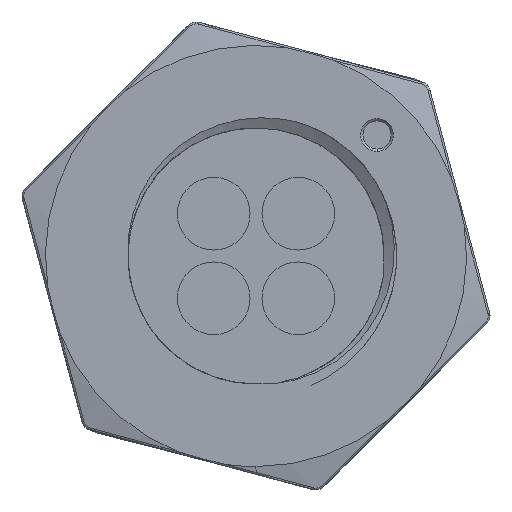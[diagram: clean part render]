
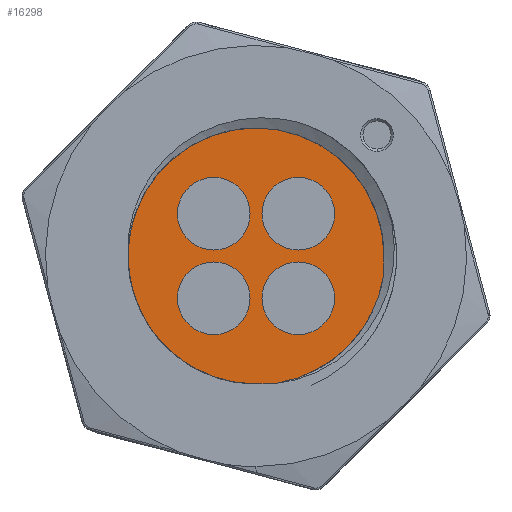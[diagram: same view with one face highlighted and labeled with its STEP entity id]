
A CAD part, left-side view. The second image highlights one B-rep face of the part: STEP entity #16298.
In plain terms, the highlighted planar face has unit normal (-1, 0, 0).
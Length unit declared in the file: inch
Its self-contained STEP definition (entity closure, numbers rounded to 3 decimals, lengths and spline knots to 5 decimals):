
#134 = AXIS2_PLACEMENT_3D ( 'NONE', #46387, #28243, #10654 ) ;
#436 = DIRECTION ( 'NONE',  ( 0., 0., 1. ) ) ;
#451 = CARTESIAN_POINT ( 'NONE',  ( -0.76772, 0., 0. ) ) ;
#509 = AXIS2_PLACEMENT_3D ( 'NONE', #12903, #45761, #27389 ) ;
#757 = CARTESIAN_POINT ( 'NONE',  ( -0.76772, -0.2149, 0.00018 ) ) ;
#890 = B_SPLINE_CURVE_WITH_KNOTS ( 'NONE', 3,
 ( #27838, #45986, #13818, #13355 ),
 .UNSPECIFIED., .F., .F.,
 ( 4, 4 ),
 ( 0., 0.00083 ),
 .UNSPECIFIED. ) ;
#1616 = EDGE_CURVE ( 'NONE', #38144, #28944, #43154, .T. ) ;
#1782 = VERTEX_POINT ( 'NONE', #25536 ) ;
#1918 = EDGE_CURVE ( 'NONE', #9893, #46866, #2864, .T. ) ;
#2805 = DIRECTION ( 'NONE',  ( 1., 0., 0. ) ) ;
#2864 = CIRCLE ( 'NONE', #38636, 0.06102 ) ;
#3120 = DIRECTION ( 'NONE',  ( 1., 0., 0. ) ) ;
#3125 = DIRECTION ( 'NONE',  ( 0., 0., 1. ) ) ;
#3836 = CARTESIAN_POINT ( 'NONE',  ( -0.76772, 0.07099, 0.13201 ) ) ;
#3954 = EDGE_CURVE ( 'NONE', #1782, #38350, #890, .T. ) ;
#4187 = CIRCLE ( 'NONE', #17128, 0.06102 ) ;
#4451 = EDGE_LOOP ( 'NONE', ( #7164, #4764, #8963, #16431, #26246 ) ) ;
#4742 = CARTESIAN_POINT ( 'NONE',  ( -0.76772, -0.07099, 0.07099 ) ) ;
#4764 = ORIENTED_EDGE ( 'NONE', *, *, #22240, .T. ) ;
#4861 = DIRECTION ( 'NONE',  ( -1., 0., 0. ) ) ;
#5178 = EDGE_LOOP ( 'NONE', ( #26368, #25832 ) ) ;
#5419 = EDGE_LOOP ( 'NONE', ( #41920, #13800 ) ) ;
#5769 = VERTEX_POINT ( 'NONE', #6219 ) ;
#5814 = CIRCLE ( 'NONE', #44566, 0.2149 ) ;
#6007 = EDGE_CURVE ( 'NONE', #6968, #46093, #17289, .T. ) ;
#6219 = CARTESIAN_POINT ( 'NONE',  ( -0.76772, -0.07099, 0.00997 ) ) ;
#6379 = CARTESIAN_POINT ( 'NONE',  ( -0.76772, 0., 0. ) ) ;
#6968 = VERTEX_POINT ( 'NONE', #34447 ) ;
#7147 = EDGE_CURVE ( 'NONE', #44983, #46635, #41113, .T. ) ;
#7164 = ORIENTED_EDGE ( 'NONE', *, *, #3954, .T. ) ;
#8098 = AXIS2_PLACEMENT_3D ( 'NONE', #34987, #3120, #436 ) ;
#8963 = ORIENTED_EDGE ( 'NONE', *, *, #6007, .T. ) ;
#9607 = CARTESIAN_POINT ( 'NONE',  ( -0.76772, 0., 0. ) ) ;
#9824 = EDGE_CURVE ( 'NONE', #46093, #9920, #12421, .T. ) ;
#9893 = VERTEX_POINT ( 'NONE', #27517 ) ;
#9920 = VERTEX_POINT ( 'NONE', #23957 ) ;
#10654 = DIRECTION ( 'NONE',  ( 0., 0., 1. ) ) ;
#11061 = CARTESIAN_POINT ( 'NONE',  ( -0.76772, 0.07099, -0.13201 ) ) ;
#11207 = CIRCLE ( 'NONE', #38574, 0.21654 ) ;
#11430 = DIRECTION ( 'NONE',  ( -1., 0., 0. ) ) ;
#11496 = CARTESIAN_POINT ( 'NONE',  ( -0.76772, 0., 0. ) ) ;
#11760 = CARTESIAN_POINT ( 'NONE',  ( -0.76772, 0.07099, 0.07099 ) ) ;
#12222 = DIRECTION ( 'NONE',  ( 0., 0., 1. ) ) ;
#12421 = CIRCLE ( 'NONE', #35947, 0.21654 ) ;
#12903 = CARTESIAN_POINT ( 'NONE',  ( -0.76772, -0.07099, 0.07099 ) ) ;
#13355 = CARTESIAN_POINT ( 'NONE',  ( -0.76772, -0.2149, 0.00018 ) ) ;
#13443 = CIRCLE ( 'NONE', #8098, 0.06102 ) ;
#13702 = AXIS2_PLACEMENT_3D ( 'NONE', #43899, #4861, #12222 ) ;
#13800 = ORIENTED_EDGE ( 'NONE', *, *, #35589, .T. ) ;
#13818 = CARTESIAN_POINT ( 'NONE',  ( -0.76772, -0.21546, -0.01066 ) ) ;
#14145 = EDGE_CURVE ( 'NONE', #46866, #9893, #24315, .T. ) ;
#14663 = CARTESIAN_POINT ( 'NONE',  ( -0.76772, 0.03229, 0.21411 ) ) ;
#15764 = DIRECTION ( 'NONE',  ( -1., 0., 0. ) ) ;
#16298 = ADVANCED_FACE ( 'NONE', ( #27645, #20746, #30743, #42214, #23612 ), #20276, .T. ) ;
#16431 = ORIENTED_EDGE ( 'NONE', *, *, #9824, .T. ) ;
#17128 = AXIS2_PLACEMENT_3D ( 'NONE', #35456, #35695, #3125 ) ;
#17289 = B_SPLINE_CURVE_WITH_KNOTS ( 'NONE', 3,
 ( #29210, #22999, #18272, #32805 ),
 .UNSPECIFIED., .F., .F.,
 ( 4, 4 ),
 ( 0., 0.00083 ),
 .UNSPECIFIED. ) ;
#17294 = DIRECTION ( 'NONE',  ( 0., 0., 1. ) ) ;
#17748 = CARTESIAN_POINT ( 'NONE',  ( -0.76772, -0.07099, -0.07099 ) ) ;
#18272 = CARTESIAN_POINT ( 'NONE',  ( -0.76772, 0.02149, 0.21519 ) ) ;
#20276 = PLANE ( 'NONE',  #30471 ) ;
#20746 = FACE_BOUND ( 'NONE', #28775, .T. ) ;
#20846 = DIRECTION ( 'NONE',  ( -1., 0., 0. ) ) ;
#21222 = EDGE_CURVE ( 'NONE', #28944, #38144, #4187, .T. ) ;
#21374 = ORIENTED_EDGE ( 'NONE', *, *, #1616, .T. ) ;
#22240 = EDGE_CURVE ( 'NONE', #38350, #6968, #5814, .T. ) ;
#22379 = DIRECTION ( 'NONE',  ( 0., 0., 1. ) ) ;
#22999 = CARTESIAN_POINT ( 'NONE',  ( -0.76772, 0.01066, 0.21546 ) ) ;
#23385 = EDGE_CURVE ( 'NONE', #46635, #44983, #13443, .T. ) ;
#23612 = FACE_OUTER_BOUND ( 'NONE', #4451, .T. ) ;
#23957 = CARTESIAN_POINT ( 'NONE',  ( -0.76772, 0., -0.21654 ) ) ;
#24315 = CIRCLE ( 'NONE', #13702, 0.06102 ) ;
#24816 = CARTESIAN_POINT ( 'NONE',  ( -0.76772, -0.07099, -0.00997 ) ) ;
#25536 = CARTESIAN_POINT ( 'NONE',  ( -0.76772, -0.21411, -0.03229 ) ) ;
#25832 = ORIENTED_EDGE ( 'NONE', *, *, #1918, .F. ) ;
#26246 = ORIENTED_EDGE ( 'NONE', *, *, #42409, .T. ) ;
#26368 = ORIENTED_EDGE ( 'NONE', *, *, #14145, .F. ) ;
#26815 = DIRECTION ( 'NONE',  ( 1., 0., 0. ) ) ;
#27389 = DIRECTION ( 'NONE',  ( 0., 0., 1. ) ) ;
#27517 = CARTESIAN_POINT ( 'NONE',  ( -0.76772, 0.07099, 0.00997 ) ) ;
#27645 = FACE_BOUND ( 'NONE', #5178, .T. ) ;
#27838 = CARTESIAN_POINT ( 'NONE',  ( -0.76772, -0.21411, -0.03229 ) ) ;
#28243 = DIRECTION ( 'NONE',  ( 1., 0., 0. ) ) ;
#28775 = EDGE_LOOP ( 'NONE', ( #41461, #41880 ) ) ;
#28944 = VERTEX_POINT ( 'NONE', #24816 ) ;
#29210 = CARTESIAN_POINT ( 'NONE',  ( -0.76772, -0.00018, 0.2149 ) ) ;
#30471 = AXIS2_PLACEMENT_3D ( 'NONE', #9607, #37927, #38176 ) ;
#30743 = FACE_BOUND ( 'NONE', #38807, .T. ) ;
#32805 = CARTESIAN_POINT ( 'NONE',  ( -0.76772, 0.03229, 0.21411 ) ) ;
#33230 = AXIS2_PLACEMENT_3D ( 'NONE', #17748, #2805, #17294 ) ;
#33768 = DIRECTION ( 'NONE',  ( 0., 0., 1. ) ) ;
#34447 = CARTESIAN_POINT ( 'NONE',  ( -0.76772, -0.00018, 0.2149 ) ) ;
#34870 = ORIENTED_EDGE ( 'NONE', *, *, #21222, .T. ) ;
#34958 = CIRCLE ( 'NONE', #47129, 0.06102 ) ;
#34987 = CARTESIAN_POINT ( 'NONE',  ( -0.76772, 0.07099, -0.07099 ) ) ;
#35456 = CARTESIAN_POINT ( 'NONE',  ( -0.76772, -0.07099, -0.07099 ) ) ;
#35589 = EDGE_CURVE ( 'NONE', #5769, #36408, #41585, .T. ) ;
#35695 = DIRECTION ( 'NONE',  ( 1., 0., 0. ) ) ;
#35947 = AXIS2_PLACEMENT_3D ( 'NONE', #6379, #20846, #42764 ) ;
#36408 = VERTEX_POINT ( 'NONE', #43648 ) ;
#37927 = DIRECTION ( 'NONE',  ( -1., 0., 0. ) ) ;
#38144 = VERTEX_POINT ( 'NONE', #38437 ) ;
#38176 = DIRECTION ( 'NONE',  ( 0., 0., 1. ) ) ;
#38350 = VERTEX_POINT ( 'NONE', #757 ) ;
#38437 = CARTESIAN_POINT ( 'NONE',  ( -0.76772, -0.07099, -0.13201 ) ) ;
#38574 = AXIS2_PLACEMENT_3D ( 'NONE', #451, #11430, #33768 ) ;
#38636 = AXIS2_PLACEMENT_3D ( 'NONE', #11760, #15764, #45078 ) ;
#38807 = EDGE_LOOP ( 'NONE', ( #34870, #21374 ) ) ;
#40524 = DIRECTION ( 'NONE',  ( -1., 0., 0. ) ) ;
#41113 = CIRCLE ( 'NONE', #134, 0.06102 ) ;
#41461 = ORIENTED_EDGE ( 'NONE', *, *, #7147, .T. ) ;
#41585 = CIRCLE ( 'NONE', #509, 0.06102 ) ;
#41880 = ORIENTED_EDGE ( 'NONE', *, *, #23385, .T. ) ;
#41920 = ORIENTED_EDGE ( 'NONE', *, *, #45884, .T. ) ;
#42214 = FACE_BOUND ( 'NONE', #5419, .T. ) ;
#42409 = EDGE_CURVE ( 'NONE', #9920, #1782, #11207, .T. ) ;
#42764 = DIRECTION ( 'NONE',  ( 0., 0., 1. ) ) ;
#43154 = CIRCLE ( 'NONE', #33230, 0.06102 ) ;
#43648 = CARTESIAN_POINT ( 'NONE',  ( -0.76772, -0.07099, 0.13201 ) ) ;
#43899 = CARTESIAN_POINT ( 'NONE',  ( -0.76772, 0.07099, 0.07099 ) ) ;
#44185 = CARTESIAN_POINT ( 'NONE',  ( -0.76772, 0.07099, -0.00997 ) ) ;
#44566 = AXIS2_PLACEMENT_3D ( 'NONE', #11496, #40524, #22379 ) ;
#44983 = VERTEX_POINT ( 'NONE', #44185 ) ;
#45078 = DIRECTION ( 'NONE',  ( 0., 0., 1. ) ) ;
#45417 = DIRECTION ( 'NONE',  ( 0., 0., 1. ) ) ;
#45761 = DIRECTION ( 'NONE',  ( 1., 0., 0. ) ) ;
#45884 = EDGE_CURVE ( 'NONE', #36408, #5769, #34958, .T. ) ;
#45986 = CARTESIAN_POINT ( 'NONE',  ( -0.76772, -0.21519, -0.02149 ) ) ;
#46093 = VERTEX_POINT ( 'NONE', #14663 ) ;
#46387 = CARTESIAN_POINT ( 'NONE',  ( -0.76772, 0.07099, -0.07099 ) ) ;
#46635 = VERTEX_POINT ( 'NONE', #11061 ) ;
#46866 = VERTEX_POINT ( 'NONE', #3836 ) ;
#47129 = AXIS2_PLACEMENT_3D ( 'NONE', #4742, #26815, #45417 ) ;
